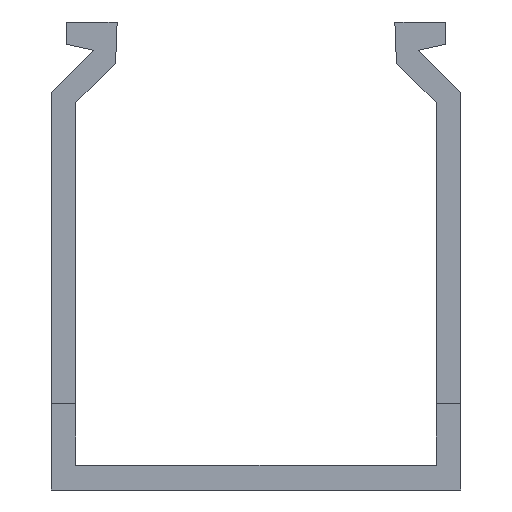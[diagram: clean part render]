
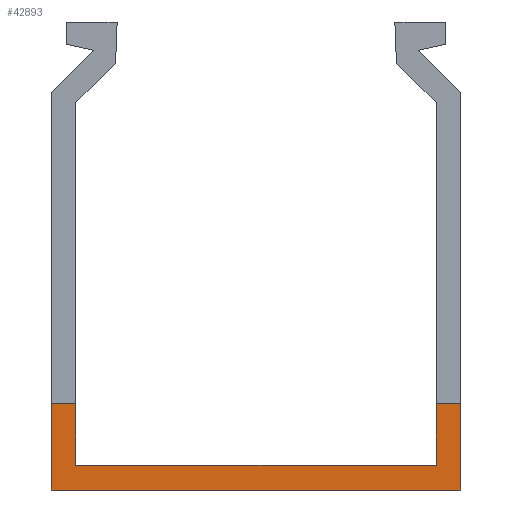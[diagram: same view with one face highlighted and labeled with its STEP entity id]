
A CAD part, front view. The second image highlights one B-rep face of the part: STEP entity #42893.
In plain terms, the highlighted planar face has unit normal (0, -1, 0).
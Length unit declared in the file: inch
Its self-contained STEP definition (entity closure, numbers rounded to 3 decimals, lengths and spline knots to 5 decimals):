
#2485 = LINE ( 'NONE', #13702, #2488 ) ;
#2488 = VECTOR ( 'NONE', #13704, 39.37008 ) ;
#4526 = LINE ( 'NONE', #26053, #4529 ) ;
#4529 = VECTOR ( 'NONE', #26054, 39.37008 ) ;
#4546 = LINE ( 'NONE', #26073, #4549 ) ;
#4549 = VECTOR ( 'NONE', #26074, 39.37008 ) ;
#4550 = LINE ( 'NONE', #26077, #4553 ) ;
#4553 = VECTOR ( 'NONE', #26079, 39.37008 ) ;
#6603 = CARTESIAN_POINT ( 'NONE',  ( -0.875, 0., 0. ) ) ;
#6607 = CARTESIAN_POINT ( 'NONE',  ( 0.875, 0., 0. ) ) ;
#6981 = CARTESIAN_POINT ( 'NONE',  ( 0.77003, 0., 0.36964 ) ) ;
#6982 = CARTESIAN_POINT ( 'NONE',  ( 0.77001, 0., 0.105 ) ) ;
#6985 = CARTESIAN_POINT ( 'NONE',  ( -0.77001, 0., 0.105 ) ) ;
#6986 = CARTESIAN_POINT ( 'NONE',  ( 0.87503, 0., 0.36963 ) ) ;
#6987 = CARTESIAN_POINT ( 'NONE',  ( -0.77003, 0., 0.36964 ) ) ;
#6988 = CARTESIAN_POINT ( 'NONE',  ( -0.87503, 0., 0.36963 ) ) ;
#7367 = EDGE_CURVE ( 'NONE', #44411, #44175, #4526, .T. ) ;
#7390 = EDGE_CURVE ( 'NONE', #44167, #44415, #4546, .T. ) ;
#7395 = EDGE_CURVE ( 'NONE', #44167, #44175, #4550, .T. ) ;
#8436 = EDGE_CURVE ( 'NONE', #44409, #44403, #2485, .T. ) ;
#8774 = AXIS2_PLACEMENT_3D ( 'NONE', #38056, #38065, #38066 ) ;
#12026 = LINE ( 'NONE', #12575, #12040 ) ;
#12037 = LINE ( 'NONE', #12574, #12052 ) ;
#12040 = VECTOR ( 'NONE', #12584, 39.37008 ) ;
#12052 = VECTOR ( 'NONE', #12596, 39.37008 ) ;
#12061 = LINE ( 'NONE', #12607, #12064 ) ;
#12064 = VECTOR ( 'NONE', #12609, 39.37008 ) ;
#12073 = LINE ( 'NONE', #12619, #12076 ) ;
#12076 = VECTOR ( 'NONE', #12620, 39.37008 ) ;
#12574 = CARTESIAN_POINT ( 'NONE',  ( -0.87503, 0., 0.36963 ) ) ;
#12575 = CARTESIAN_POINT ( 'NONE',  ( -0.77001, 0., 0.105 ) ) ;
#12584 = DIRECTION ( 'NONE',  ( 0., 0., -1. ) ) ;
#12596 = DIRECTION ( 'NONE',  ( 1., 0., 0. ) ) ;
#12607 = CARTESIAN_POINT ( 'NONE',  ( 0.77003, 0., 0.36964 ) ) ;
#12609 = DIRECTION ( 'NONE',  ( 1., 0., 0. ) ) ;
#12619 = CARTESIAN_POINT ( 'NONE',  ( 0.77001, 0., 0.105 ) ) ;
#12620 = DIRECTION ( 'NONE',  ( 0., 0., 1. ) ) ;
#13702 = CARTESIAN_POINT ( 'NONE',  ( 0.81078, 0., 0.105 ) ) ;
#13704 = DIRECTION ( 'NONE',  ( 1., 0., 0. ) ) ;
#20776 = EDGE_LOOP ( 'NONE', ( #44119, #44122, #44125, #44128, #44130, #44133, #44136, #44139 ) ) ;
#26053 = CARTESIAN_POINT ( 'NONE',  ( 0.875, 0., 0. ) ) ;
#26054 = DIRECTION ( 'NONE',  ( 0., 0., -1. ) ) ;
#26073 = CARTESIAN_POINT ( 'NONE',  ( -0.875, 0., 0. ) ) ;
#26074 = DIRECTION ( 'NONE',  ( 0., 0., 1. ) ) ;
#26077 = CARTESIAN_POINT ( 'NONE',  ( 0.875, 0., 0. ) ) ;
#26079 = DIRECTION ( 'NONE',  ( 1., 0., 0. ) ) ;
#32067 = EDGE_CURVE ( 'NONE', #44413, #44409, #12026, .T. ) ;
#32073 = EDGE_CURVE ( 'NONE', #44415, #44413, #12037, .T. ) ;
#32079 = EDGE_CURVE ( 'NONE', #44401, #44411, #12061, .T. ) ;
#32085 = EDGE_CURVE ( 'NONE', #44403, #44401, #12073, .T. ) ;
#36603 = FACE_OUTER_BOUND ( 'NONE', #20776, .T. ) ;
#38056 = CARTESIAN_POINT ( 'NONE',  ( 0.81078, 0., 0.105 ) ) ;
#38063 = PLANE ( 'NONE',  #8774 ) ;
#38065 = DIRECTION ( 'NONE',  ( 0., 1., 0. ) ) ;
#38066 = DIRECTION ( 'NONE',  ( 0., 0., 1. ) ) ;
#42893 = ADVANCED_FACE ( 'NONE', ( #36603 ), #38063, .F. ) ;
#44119 = ORIENTED_EDGE ( 'NONE', *, *, #32073, .F. ) ;
#44122 = ORIENTED_EDGE ( 'NONE', *, *, #7390, .F. ) ;
#44125 = ORIENTED_EDGE ( 'NONE', *, *, #7395, .T. ) ;
#44128 = ORIENTED_EDGE ( 'NONE', *, *, #7367, .F. ) ;
#44130 = ORIENTED_EDGE ( 'NONE', *, *, #32079, .F. ) ;
#44133 = ORIENTED_EDGE ( 'NONE', *, *, #32085, .F. ) ;
#44136 = ORIENTED_EDGE ( 'NONE', *, *, #8436, .F. ) ;
#44139 = ORIENTED_EDGE ( 'NONE', *, *, #32067, .F. ) ;
#44167 = VERTEX_POINT ( 'NONE', #6603 ) ;
#44175 = VERTEX_POINT ( 'NONE', #6607 ) ;
#44401 = VERTEX_POINT ( 'NONE', #6981 ) ;
#44403 = VERTEX_POINT ( 'NONE', #6982 ) ;
#44409 = VERTEX_POINT ( 'NONE', #6985 ) ;
#44411 = VERTEX_POINT ( 'NONE', #6986 ) ;
#44413 = VERTEX_POINT ( 'NONE', #6987 ) ;
#44415 = VERTEX_POINT ( 'NONE', #6988 ) ;
